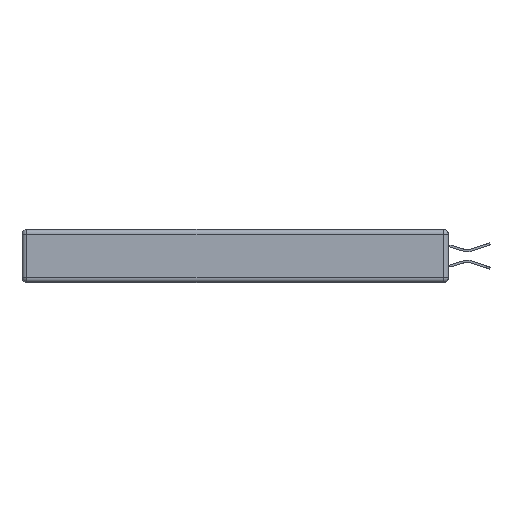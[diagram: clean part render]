
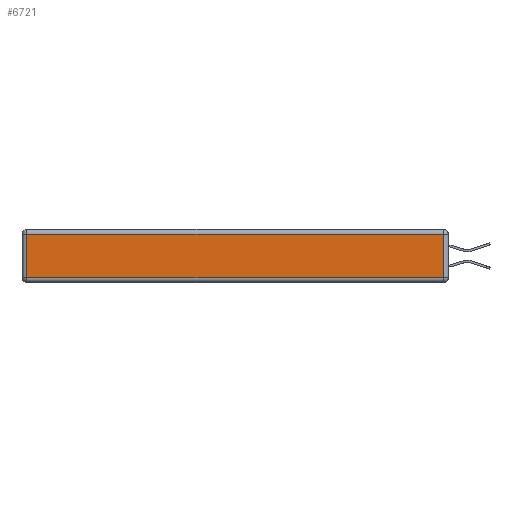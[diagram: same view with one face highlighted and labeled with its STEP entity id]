
A CAD part, left-side view. The second image highlights one B-rep face of the part: STEP entity #6721.
In plain terms, the highlighted planar face has unit normal (-1, 0, 0).
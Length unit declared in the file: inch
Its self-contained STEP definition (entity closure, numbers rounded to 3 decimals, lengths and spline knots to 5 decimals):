
#54 = EDGE_CURVE ( 'NONE', #6360, #12091, #14845, .T. ) ;
#984 = LINE ( 'NONE', #14748, #19852 ) ;
#2817 = CARTESIAN_POINT ( 'NONE',  ( 0., 0.03, -0.03 ) ) ;
#2973 = ORIENTED_EDGE ( 'NONE', *, *, #14969, .T. ) ;
#3252 = ORIENTED_EDGE ( 'NONE', *, *, #15907, .T. ) ;
#3621 = DIRECTION ( 'NONE',  ( 0., 0., -1. ) ) ;
#3807 = DIRECTION ( 'NONE',  ( 0., -1., 0. ) ) ;
#4156 = PLANE ( 'NONE',  #10608 ) ;
#4573 = FACE_OUTER_BOUND ( 'NONE', #10792, .T. ) ;
#5371 = CARTESIAN_POINT ( 'NONE',  ( 0., 0., -0.313 ) ) ;
#5582 = DIRECTION ( 'NONE',  ( 0., 1., 0. ) ) ;
#6360 = VERTEX_POINT ( 'NONE', #8066 ) ;
#6721 = ADVANCED_FACE ( 'NONE', ( #4573 ), #4156, .T. ) ;
#6995 = LINE ( 'NONE', #5371, #12013 ) ;
#7200 = VERTEX_POINT ( 'NONE', #2817 ) ;
#7206 = DIRECTION ( 'NONE',  ( -1., 0., 0. ) ) ;
#8066 = CARTESIAN_POINT ( 'NONE',  ( 0., 2.72, -0.03 ) ) ;
#8163 = CARTESIAN_POINT ( 'NONE',  ( 0., 2.72, -0.313 ) ) ;
#10475 = CARTESIAN_POINT ( 'NONE',  ( 0., 0.03, -0.343 ) ) ;
#10608 = AXIS2_PLACEMENT_3D ( 'NONE', #16428, #7206, #17183 ) ;
#10792 = EDGE_LOOP ( 'NONE', ( #2973, #3252, #15526, #16640 ) ) ;
#12013 = VECTOR ( 'NONE', #3807, 39.37008 ) ;
#12091 = VERTEX_POINT ( 'NONE', #8163 ) ;
#12454 = CARTESIAN_POINT ( 'NONE',  ( 0., 0.03, -0.313 ) ) ;
#13583 = VERTEX_POINT ( 'NONE', #12454 ) ;
#14593 = EDGE_CURVE ( 'NONE', #7200, #6360, #984, .T. ) ;
#14748 = CARTESIAN_POINT ( 'NONE',  ( 0., 2.75, -0.03 ) ) ;
#14845 = LINE ( 'NONE', #16006, #17752 ) ;
#14969 = EDGE_CURVE ( 'NONE', #12091, #13583, #6995, .T. ) ;
#15526 = ORIENTED_EDGE ( 'NONE', *, *, #14593, .T. ) ;
#15907 = EDGE_CURVE ( 'NONE', #13583, #7200, #17014, .T. ) ;
#16006 = CARTESIAN_POINT ( 'NONE',  ( 0., 2.72, -0.343 ) ) ;
#16031 = VECTOR ( 'NONE', #18233, 39.37008 ) ;
#16428 = CARTESIAN_POINT ( 'NONE',  ( 0., 0., -0.343 ) ) ;
#16640 = ORIENTED_EDGE ( 'NONE', *, *, #54, .T. ) ;
#17014 = LINE ( 'NONE', #10475, #16031 ) ;
#17183 = DIRECTION ( 'NONE',  ( 0., 0., 1. ) ) ;
#17752 = VECTOR ( 'NONE', #3621, 39.37008 ) ;
#18233 = DIRECTION ( 'NONE',  ( 0., 0., 1. ) ) ;
#19852 = VECTOR ( 'NONE', #5582, 39.37008 ) ;
